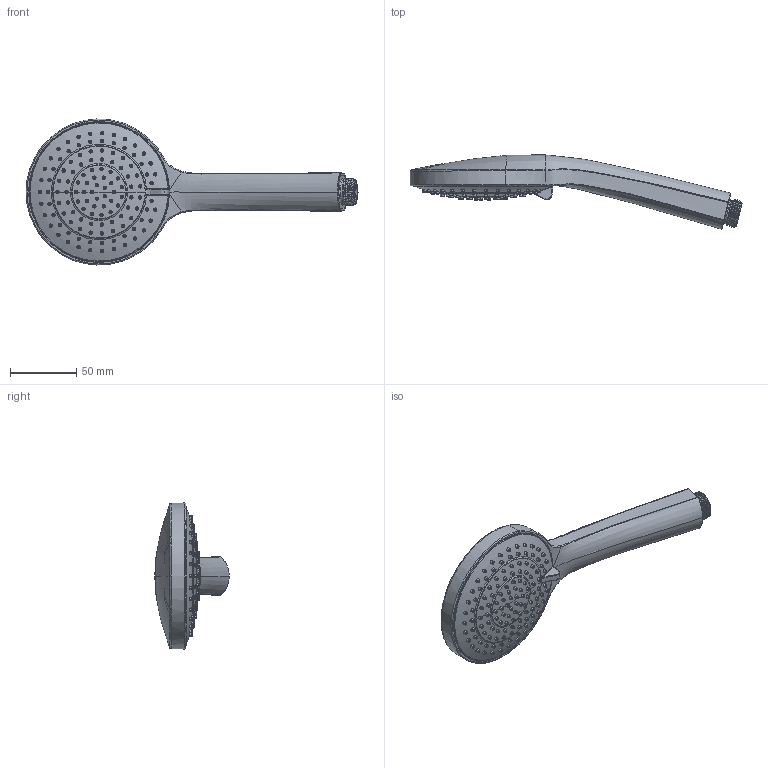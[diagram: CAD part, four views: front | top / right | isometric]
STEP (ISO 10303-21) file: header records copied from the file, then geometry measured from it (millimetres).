
FILE_DESCRIPTION((''),'2;1');
FILE_NAME('P85300_ASM','2023-12-11T14:21:01',('xiaohong_yang'),(''),'CREO PARAMETRIC BY PTC INC, 2021023','CREO PARAMETRIC BY PTC INC, 2021023','');
FILE_SCHEMA(('AUTOMOTIVE_DESIGN { 1 0 10303 214 1 1 1 1 }'));
Products named in the file (7): P85300-001_AF0; P85300-008; P80300-02_ASM; P85300-002_AF0; P85300-01_AF0_ASM; P84400-005; P85300_ASM
Assembly tree (6 placements, depth 3):
  P85300_ASM
    P85300-001_AF0
    P80300-02_ASM
      P85300-008
    P85300-01_AF0_ASM
      P85300-002_AF0
    P84400-005
Bounding box: 249.81 x 56 x 109.91 mm (x, y, z)
Volume: 82192 mm3; surface area: 68927.1 mm2
Topology: 5 solids, 5 shells, 3482 faces, 10468 edges, 6400 vertices
Faces by surface type: plane 1468, cone 1203, bspline 373, torus 303, cylinder 92, sphere 23, extrusion 11, revolution 9
Entity records: 173221 total; most frequent: CARTESIAN_POINT 69535, ORIENTED_EDGE 20786, DIRECTION 17786, EDGE_CURVE 10393, VERTEX_POINT 6366, AXIS2_PLACEMENT_3D 6147, VECTOR 5483, LINE 5472
